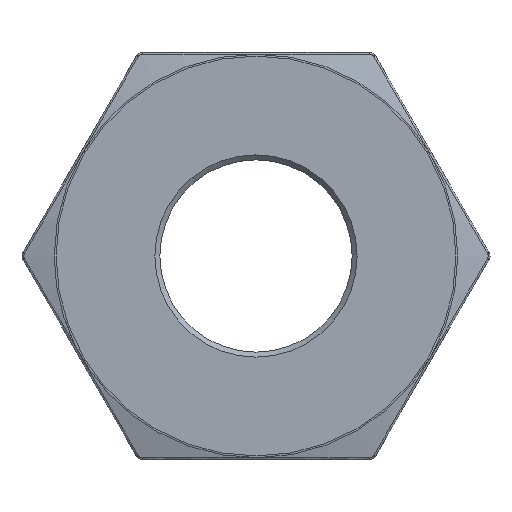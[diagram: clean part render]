
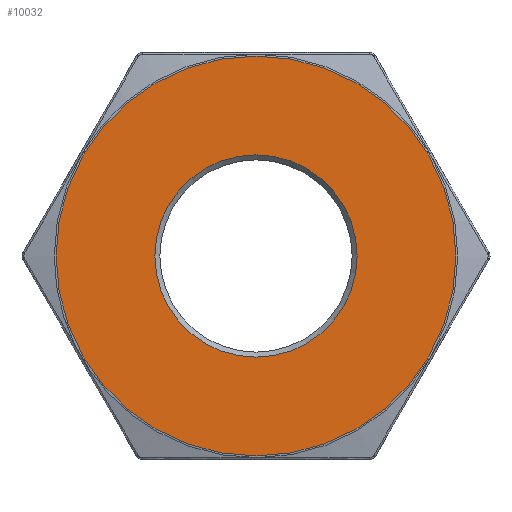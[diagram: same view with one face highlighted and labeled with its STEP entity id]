
A CAD part, left-side view. The second image highlights one B-rep face of the part: STEP entity #10032.
In plain terms, the highlighted planar face has unit normal (-1, 0, 0).
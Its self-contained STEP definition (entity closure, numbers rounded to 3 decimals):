
#589 = DIRECTION ( 'NONE',  ( 0., 1., 0. ) ) ;
#1007 = ORIENTED_EDGE ( 'NONE', *, *, #13174, .F. ) ;
#1532 = DIRECTION ( 'NONE',  ( 0., 0., 1. ) ) ;
#1815 = FACE_BOUND ( 'NONE', #10051, .T. ) ;
#2510 = AXIS2_PLACEMENT_3D ( 'NONE', #6868, #11873, #589 ) ;
#3929 = DIRECTION ( 'NONE',  ( -1., 0., 0. ) ) ;
#4301 = AXIS2_PLACEMENT_3D ( 'NONE', #7655, #3929, #1532 ) ;
#6855 = DIRECTION ( 'NONE',  ( 0., 1., 0. ) ) ;
#6868 = CARTESIAN_POINT ( 'NONE',  ( 0., 0., 0. ) ) ;
#6875 = CARTESIAN_POINT ( 'NONE',  ( 0., 0., 29.807 ) ) ;
#7655 = CARTESIAN_POINT ( 'NONE',  ( 0., 0., 0. ) ) ;
#8098 = PLANE ( 'NONE',  #12772 ) ;
#9567 = VERTEX_POINT ( 'NONE', #6875 ) ;
#10032 = ADVANCED_FACE ( 'NONE', ( #15826, #1815 ), #8098, .F. ) ;
#10051 = EDGE_LOOP ( 'NONE', ( #1007 ) ) ;
#10664 = CIRCLE ( 'NONE', #2510, 58.937 ) ;
#11481 = ORIENTED_EDGE ( 'NONE', *, *, #14649, .T. ) ;
#11498 = EDGE_LOOP ( 'NONE', ( #11481 ) ) ;
#11873 = DIRECTION ( 'NONE',  ( -1., 0., 0. ) ) ;
#12189 = DIRECTION ( 'NONE',  ( 1., 0., 0. ) ) ;
#12772 = AXIS2_PLACEMENT_3D ( 'NONE', #14677, #12189, #6855 ) ;
#13174 = EDGE_CURVE ( 'NONE', #9567, #9567, #15121, .T. ) ;
#13363 = VERTEX_POINT ( 'NONE', #15927 ) ;
#14649 = EDGE_CURVE ( 'NONE', #13363, #13363, #10664, .T. ) ;
#14677 = CARTESIAN_POINT ( 'NONE',  ( 0., 0., 0. ) ) ;
#15121 = CIRCLE ( 'NONE', #4301, 29.807 ) ;
#15826 = FACE_OUTER_BOUND ( 'NONE', #11498, .T. ) ;
#15927 = CARTESIAN_POINT ( 'NONE',  ( 0., 58.937, 0. ) ) ;
